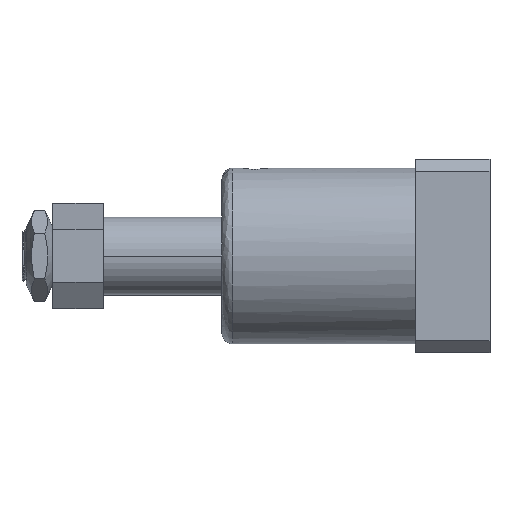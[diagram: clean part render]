
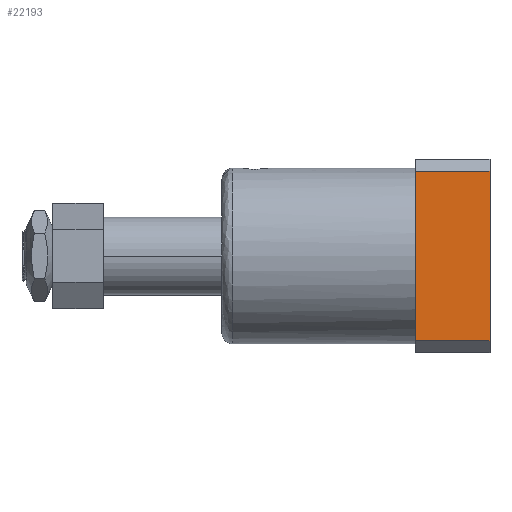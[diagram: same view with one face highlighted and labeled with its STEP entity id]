
A CAD part, left-side view. The second image highlights one B-rep face of the part: STEP entity #22193.
In plain terms, the highlighted planar face has unit normal (-1, 0, 0).
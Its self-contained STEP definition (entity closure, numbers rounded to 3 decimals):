
#590 = CARTESIAN_POINT ( 'NONE',  ( -44., 17., 38.518 ) ) ;
#1644 = LINE ( 'NONE', #24201, #16522 ) ;
#2461 = CARTESIAN_POINT ( 'NONE',  ( -44., 0., -38.552 ) ) ;
#4928 = VECTOR ( 'NONE', #17208, 1000. ) ;
#7259 = CARTESIAN_POINT ( 'NONE',  ( -44., 0., -0.017 ) ) ;
#7360 = DIRECTION ( 'NONE',  ( 0., 0., 1. ) ) ;
#9759 = EDGE_LOOP ( 'NONE', ( #25992, #28162, #15800, #16046 ) ) ;
#9902 = VERTEX_POINT ( 'NONE', #17298 ) ;
#11696 = FACE_OUTER_BOUND ( 'NONE', #9759, .T. ) ;
#12778 = CARTESIAN_POINT ( 'NONE',  ( -44., 34., -38.552 ) ) ;
#13311 = LINE ( 'NONE', #19659, #4928 ) ;
#15308 = VERTEX_POINT ( 'NONE', #26560 ) ;
#15800 = ORIENTED_EDGE ( 'NONE', *, *, #20704, .T. ) ;
#16046 = ORIENTED_EDGE ( 'NONE', *, *, #31649, .F. ) ;
#16170 = EDGE_CURVE ( 'NONE', #26872, #31106, #13311, .T. ) ;
#16522 = VECTOR ( 'NONE', #24097, 1000. ) ;
#17208 = DIRECTION ( 'NONE',  ( 0., -1., 0. ) ) ;
#17298 = CARTESIAN_POINT ( 'NONE',  ( -44., 0., 38.518 ) ) ;
#18197 = LINE ( 'NONE', #590, #18579 ) ;
#18579 = VECTOR ( 'NONE', #25104, 1000. ) ;
#19505 = DIRECTION ( 'NONE',  ( -1., 0., 0. ) ) ;
#19659 = CARTESIAN_POINT ( 'NONE',  ( -44., 17., -38.552 ) ) ;
#20704 = EDGE_CURVE ( 'NONE', #9902, #15308, #18197, .T. ) ;
#21972 = VECTOR ( 'NONE', #23998, 1000. ) ;
#22077 = EDGE_CURVE ( 'NONE', #31106, #9902, #27705, .T. ) ;
#22193 = ADVANCED_FACE ( 'NONE', ( #11696 ), #28908, .T. ) ;
#23998 = DIRECTION ( 'NONE',  ( 0., 0., 1. ) ) ;
#24097 = DIRECTION ( 'NONE',  ( 0., 0., 1. ) ) ;
#24201 = CARTESIAN_POINT ( 'NONE',  ( -44., 34., 0. ) ) ;
#25104 = DIRECTION ( 'NONE',  ( 0., 1., 0. ) ) ;
#25710 = CARTESIAN_POINT ( 'NONE',  ( -44., 0., -38.552 ) ) ;
#25992 = ORIENTED_EDGE ( 'NONE', *, *, #16170, .T. ) ;
#26560 = CARTESIAN_POINT ( 'NONE',  ( -44., 34., 38.518 ) ) ;
#26872 = VERTEX_POINT ( 'NONE', #12778 ) ;
#27705 = LINE ( 'NONE', #7259, #21972 ) ;
#28162 = ORIENTED_EDGE ( 'NONE', *, *, #22077, .T. ) ;
#28908 = PLANE ( 'NONE',  #31432 ) ;
#31106 = VERTEX_POINT ( 'NONE', #25710 ) ;
#31432 = AXIS2_PLACEMENT_3D ( 'NONE', #2461, #19505, #7360 ) ;
#31649 = EDGE_CURVE ( 'NONE', #26872, #15308, #1644, .T. ) ;
